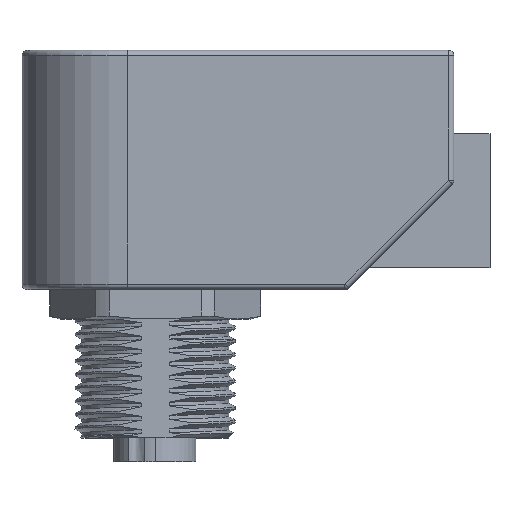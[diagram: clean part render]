
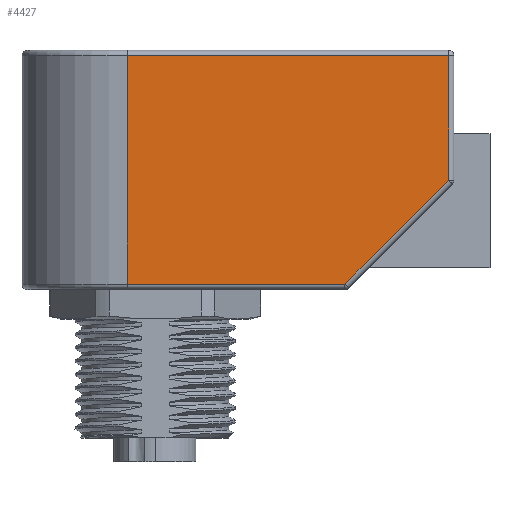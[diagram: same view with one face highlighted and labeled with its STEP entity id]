
A CAD part, top view. The second image highlights one B-rep face of the part: STEP entity #4427.
In plain terms, the highlighted face is planar.
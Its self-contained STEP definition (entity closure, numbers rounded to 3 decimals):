
#2784=LINE('',#28270,#3367);
#2785=LINE('',#28273,#3368);
#2786=LINE('',#28275,#3369);
#2787=LINE('',#28277,#3370);
#2788=LINE('',#28279,#3371);
#3367=VECTOR('',#9451,1.);
#3368=VECTOR('',#9452,1.);
#3369=VECTOR('',#9453,1.);
#3370=VECTOR('',#9454,1.);
#3371=VECTOR('',#9455,1.);
#3787=PLANE('',#8356);
#4044=FACE_OUTER_BOUND('',#4848,.T.);
#4427=ADVANCED_FACE('NONE',(#4044),#3787,.F.);
#4848=EDGE_LOOP('',(#6267,#6268,#6269,#6270,#6271));
#6267=ORIENTED_EDGE('',*,*,#7892,.T.);
#6268=ORIENTED_EDGE('',*,*,#7893,.T.);
#6269=ORIENTED_EDGE('',*,*,#7894,.F.);
#6270=ORIENTED_EDGE('',*,*,#7895,.T.);
#6271=ORIENTED_EDGE('',*,*,#7896,.T.);
#7126=VERTEX_POINT('',#28271);
#7127=VERTEX_POINT('',#28272);
#7128=VERTEX_POINT('',#28274);
#7129=VERTEX_POINT('',#28276);
#7130=VERTEX_POINT('',#28278);
#7892=EDGE_CURVE('NONE',#7126,#7127,#2784,.T.);
#7893=EDGE_CURVE('NONE',#7127,#7128,#2785,.T.);
#7894=EDGE_CURVE('NONE',#7129,#7128,#2786,.T.);
#7895=EDGE_CURVE('NONE',#7129,#7130,#2787,.T.);
#7896=EDGE_CURVE('NONE',#7130,#7126,#2788,.T.);
#8356=AXIS2_PLACEMENT_3D('',#28280,#9456,#9457);
#9451=DIRECTION('',(0.,0.,-1.));
#9452=DIRECTION('',(-1.,0.,0.));
#9453=DIRECTION('',(0.,0.,-1.));
#9454=DIRECTION('',(1.,0.,0.));
#9455=DIRECTION('',(0.707,0.,-0.707));
#9456=DIRECTION('',(0.,-1.,0.));
#9457=DIRECTION('',(1.,0.,0.));
#28270=CARTESIAN_POINT('',(19.99,32.,3.18));
#28271=CARTESIAN_POINT('',(19.99,32.,-7.167));
#28272=CARTESIAN_POINT('',(19.99,32.,-19.));
#28273=CARTESIAN_POINT('',(-10.49,32.,-19.));
#28274=CARTESIAN_POINT('',(-10.49,32.,-19.));
#28275=CARTESIAN_POINT('',(-10.49,32.,3.18));
#28276=CARTESIAN_POINT('',(-10.49,32.,2.68));
#28277=CARTESIAN_POINT('',(-10.49,32.,2.68));
#28278=CARTESIAN_POINT('',(10.143,32.,2.68));
#28279=CARTESIAN_POINT('',(-0.424,32.,13.246));
#28280=CARTESIAN_POINT('',(-10.49,32.,3.18));
